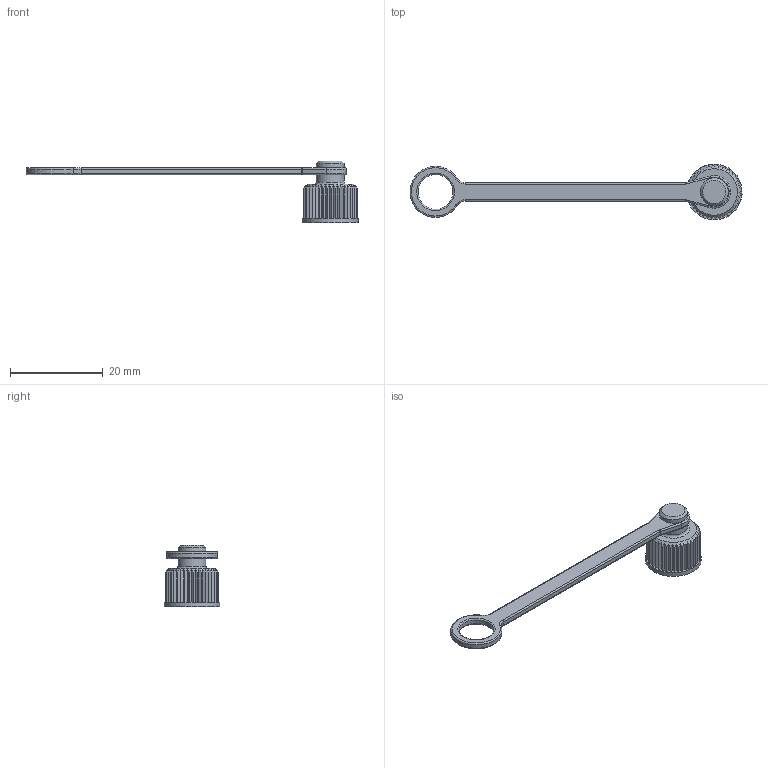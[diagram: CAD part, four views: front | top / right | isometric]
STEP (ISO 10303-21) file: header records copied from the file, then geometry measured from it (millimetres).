
FILE_DESCRIPTION(/* description */ (''),/* implementation_level */ '2;1');
FILE_NAME(/* name */ '08 2972 000 000 001_00-Schutzkappe mit Halteband.stp',/* time_stamp */ '2017-11-07T17:09:37+01:00',/* author */ (''),/* organization */ (''),/* preprocessor_version */ 'ST-DEVELOPER v16',/* originating_system */ 'SIEMENS PLM Software NX 11.0',/* authorisation */ '');
FILE_SCHEMA (('AUTOMOTIVE_DESIGN { 1 0 10303 214 3 1 1 1 }'));
Length unit declared in the file: millimetre
Products named in the file (1): mwol1A4003EF1b0r
Bounding box: 71.48 x 11.96 x 13.3 mm (x, y, z)
Volume: 1130.5 mm3; surface area: 1630.7 mm2
Topology: 1 solids, 1 shells, 170 faces, 466 edges, 303 vertices
Faces by surface type: plane 91, cylinder 59, torus 15, bspline 3, cone 2
Full cylindrical faces by diameter (mm): 6 x2, 7.5 x1, 12 x1
Entity records: 7098 total; most frequent: CARTESIAN_POINT 2856, ORIENTED_EDGE 910, DIRECTION 840, EDGE_CURVE 455, AXIS2_PLACEMENT_3D 307, VERTEX_POINT 301, LINE 226, VECTOR 226
